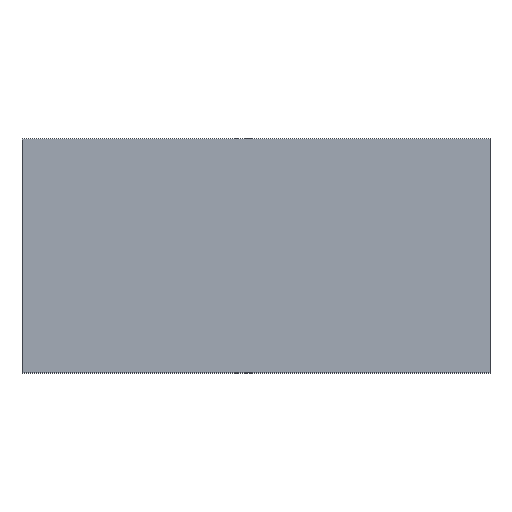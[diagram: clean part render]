
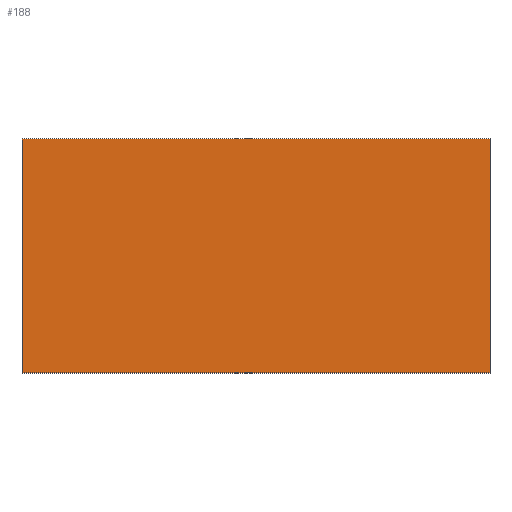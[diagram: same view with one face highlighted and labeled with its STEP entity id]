
A CAD part, top view. The second image highlights one B-rep face of the part: STEP entity #188.
In plain terms, the highlighted planar face has unit normal (0, 0, 1).
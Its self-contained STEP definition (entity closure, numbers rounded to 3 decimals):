
#3 = CARTESIAN_POINT ( 'NONE',  ( -10., -5., 0.05 ) ) ;
#7 = LINE ( 'NONE', #226, #151 ) ;
#9 = CARTESIAN_POINT ( 'NONE',  ( 10., 5., 0.05 ) ) ;
#10 = DIRECTION ( 'NONE',  ( 0., 1., 0. ) ) ;
#13 = EDGE_CURVE ( 'NONE', #129, #156, #168, .T. ) ;
#16 = VECTOR ( 'NONE', #159, 1000. ) ;
#22 = ORIENTED_EDGE ( 'NONE', *, *, #214, .T. ) ;
#23 = CARTESIAN_POINT ( 'NONE',  ( 10., -5., 0.05 ) ) ;
#29 = VECTOR ( 'NONE', #10, 1000. ) ;
#43 = EDGE_CURVE ( 'NONE', #156, #95, #52, .T. ) ;
#45 = FACE_OUTER_BOUND ( 'NONE', #51, .T. ) ;
#51 = EDGE_LOOP ( 'NONE', ( #22, #133, #125, #119 ) ) ;
#52 = LINE ( 'NONE', #192, #16 ) ;
#62 = CARTESIAN_POINT ( 'NONE',  ( -10., -5., 0.05 ) ) ;
#65 = DIRECTION ( 'NONE',  ( -1., 0., 0. ) ) ;
#81 = CARTESIAN_POINT ( 'NONE',  ( 0., 0., 0.05 ) ) ;
#83 = CARTESIAN_POINT ( 'NONE',  ( -10., 5., 0.05 ) ) ;
#88 = LINE ( 'NONE', #181, #29 ) ;
#95 = VERTEX_POINT ( 'NONE', #23 ) ;
#119 = ORIENTED_EDGE ( 'NONE', *, *, #43, .T. ) ;
#125 = ORIENTED_EDGE ( 'NONE', *, *, #13, .T. ) ;
#129 = VERTEX_POINT ( 'NONE', #83 ) ;
#133 = ORIENTED_EDGE ( 'NONE', *, *, #185, .T. ) ;
#141 = DIRECTION ( 'NONE',  ( 0., -1., 0. ) ) ;
#144 = DIRECTION ( 'NONE',  ( -1., 0., 0. ) ) ;
#145 = VERTEX_POINT ( 'NONE', #9 ) ;
#151 = VECTOR ( 'NONE', #65, 1000. ) ;
#156 = VERTEX_POINT ( 'NONE', #62 ) ;
#159 = DIRECTION ( 'NONE',  ( 1., 0., 0. ) ) ;
#162 = DIRECTION ( 'NONE',  ( 0., 0., -1. ) ) ;
#168 = LINE ( 'NONE', #3, #174 ) ;
#174 = VECTOR ( 'NONE', #141, 1000. ) ;
#181 = CARTESIAN_POINT ( 'NONE',  ( 10., -5., 0.05 ) ) ;
#185 = EDGE_CURVE ( 'NONE', #145, #129, #7, .T. ) ;
#188 = ADVANCED_FACE ( 'NONE', ( #45 ), #197, .F. ) ;
#192 = CARTESIAN_POINT ( 'NONE',  ( -10., -5., 0.05 ) ) ;
#195 = AXIS2_PLACEMENT_3D ( 'NONE', #81, #162, #144 ) ;
#197 = PLANE ( 'NONE',  #195 ) ;
#214 = EDGE_CURVE ( 'NONE', #95, #145, #88, .T. ) ;
#226 = CARTESIAN_POINT ( 'NONE',  ( -10., 5., 0.05 ) ) ;
